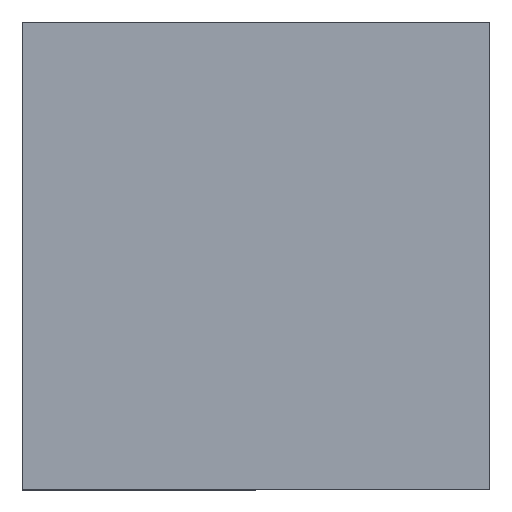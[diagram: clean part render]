
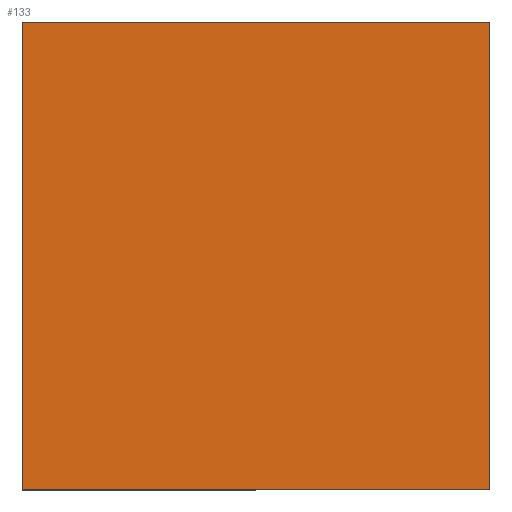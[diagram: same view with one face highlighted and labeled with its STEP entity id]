
A CAD part, top view. The second image highlights one B-rep face of the part: STEP entity #133.
In plain terms, the highlighted planar face has unit normal (0, 0, 1).
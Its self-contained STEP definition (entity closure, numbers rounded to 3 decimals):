
#1 = VERTEX_POINT ( 'NONE', #6 ) ;
#6 = CARTESIAN_POINT ( 'NONE',  ( 56., -56., 5. ) ) ;
#12 = CARTESIAN_POINT ( 'NONE',  ( -56., 56., 5. ) ) ;
#14 = CARTESIAN_POINT ( 'NONE',  ( 56., 56., 5. ) ) ;
#20 = VERTEX_POINT ( 'NONE', #30 ) ;
#27 = DIRECTION ( 'NONE',  ( 0., -1., 0. ) ) ;
#30 = CARTESIAN_POINT ( 'NONE',  ( 56., 56., 5. ) ) ;
#34 = EDGE_CURVE ( 'NONE', #1, #20, #112, .T. ) ;
#40 = CARTESIAN_POINT ( 'NONE',  ( 56., -56., 5. ) ) ;
#61 = VERTEX_POINT ( 'NONE', #12 ) ;
#63 = DIRECTION ( 'NONE',  ( 0., 0., 1. ) ) ;
#64 = LINE ( 'NONE', #114, #237 ) ;
#69 = CARTESIAN_POINT ( 'NONE',  ( -56., -56., 5. ) ) ;
#72 = EDGE_CURVE ( 'NONE', #61, #73, #64, .T. ) ;
#73 = VERTEX_POINT ( 'NONE', #138 ) ;
#81 = FACE_OUTER_BOUND ( 'NONE', #108, .T. ) ;
#85 = DIRECTION ( 'NONE',  ( 1., 0., 0. ) ) ;
#90 = ORIENTED_EDGE ( 'NONE', *, *, #193, .T. ) ;
#103 = LINE ( 'NONE', #14, #199 ) ;
#108 = EDGE_LOOP ( 'NONE', ( #177, #170, #90, #189 ) ) ;
#112 = LINE ( 'NONE', #40, #135 ) ;
#114 = CARTESIAN_POINT ( 'NONE',  ( -56., 56., 5. ) ) ;
#124 = AXIS2_PLACEMENT_3D ( 'NONE', #231, #63, #137 ) ;
#133 = ADVANCED_FACE ( 'NONE', ( #81 ), #157, .T. ) ;
#135 = VECTOR ( 'NONE', #233, 1000. ) ;
#137 = DIRECTION ( 'NONE',  ( 1., 0., 0. ) ) ;
#138 = CARTESIAN_POINT ( 'NONE',  ( -56., -56., 5. ) ) ;
#150 = VECTOR ( 'NONE', #85, 1000. ) ;
#157 = PLANE ( 'NONE',  #124 ) ;
#162 = LINE ( 'NONE', #69, #150 ) ;
#170 = ORIENTED_EDGE ( 'NONE', *, *, #34, .T. ) ;
#177 = ORIENTED_EDGE ( 'NONE', *, *, #179, .T. ) ;
#179 = EDGE_CURVE ( 'NONE', #73, #1, #162, .T. ) ;
#189 = ORIENTED_EDGE ( 'NONE', *, *, #72, .T. ) ;
#193 = EDGE_CURVE ( 'NONE', #20, #61, #103, .T. ) ;
#198 = DIRECTION ( 'NONE',  ( -1., 0., 0. ) ) ;
#199 = VECTOR ( 'NONE', #198, 1000. ) ;
#231 = CARTESIAN_POINT ( 'NONE',  ( 0., 0., 5. ) ) ;
#233 = DIRECTION ( 'NONE',  ( 0., 1., 0. ) ) ;
#237 = VECTOR ( 'NONE', #27, 1000. ) ;
